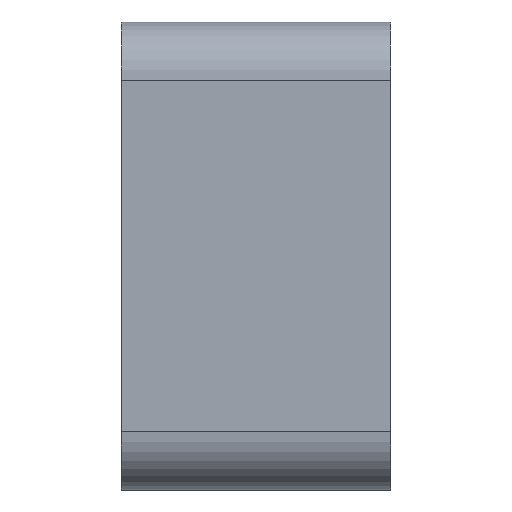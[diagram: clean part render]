
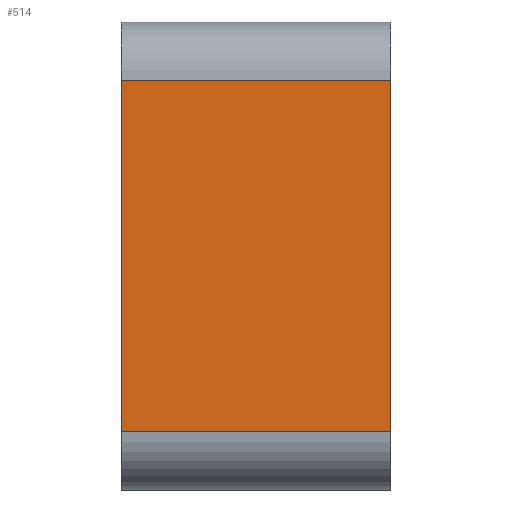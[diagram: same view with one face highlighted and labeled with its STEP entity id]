
A CAD part, left-side view. The second image highlights one B-rep face of the part: STEP entity #514.
In plain terms, the highlighted planar face has unit normal (-1, 0, 0).
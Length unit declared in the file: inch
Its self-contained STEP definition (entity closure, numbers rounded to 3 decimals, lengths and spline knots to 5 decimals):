
#33 = VECTOR ( 'NONE', #717, 39.37008 ) ;
#41 = DIRECTION ( 'NONE',  ( 1., 0., 0. ) ) ;
#44 = CARTESIAN_POINT ( 'NONE',  ( -1., -1.75, 0.75 ) ) ;
#79 = EDGE_CURVE ( 'NONE', #418, #444, #100, .T. ) ;
#100 = LINE ( 'NONE', #313, #379 ) ;
#114 = VECTOR ( 'NONE', #330, 39.37008 ) ;
#123 = CARTESIAN_POINT ( 'NONE',  ( -1., -2., -0.75 ) ) ;
#148 = VERTEX_POINT ( 'NONE', #322 ) ;
#171 = EDGE_CURVE ( 'NONE', #474, #444, #196, .T. ) ;
#173 = ORIENTED_EDGE ( 'NONE', *, *, #79, .T. ) ;
#196 = LINE ( 'NONE', #329, #508 ) ;
#227 = ORIENTED_EDGE ( 'NONE', *, *, #567, .F. ) ;
#305 = DIRECTION ( 'NONE',  ( 0., 0., -1. ) ) ;
#306 = ORIENTED_EDGE ( 'NONE', *, *, #309, .T. ) ;
#309 = EDGE_CURVE ( 'NONE', #474, #148, #766, .T. ) ;
#313 = CARTESIAN_POINT ( 'NONE',  ( -1., -2., 0.75 ) ) ;
#322 = CARTESIAN_POINT ( 'NONE',  ( -1., -1.75, -0.75 ) ) ;
#329 = CARTESIAN_POINT ( 'NONE',  ( -1., -0.6, -1. ) ) ;
#330 = DIRECTION ( 'NONE',  ( 0., 0., -1. ) ) ;
#372 = CARTESIAN_POINT ( 'NONE',  ( -1., -2., -1. ) ) ;
#379 = VECTOR ( 'NONE', #430, 39.37008 ) ;
#418 = VERTEX_POINT ( 'NONE', #44 ) ;
#430 = DIRECTION ( 'NONE',  ( 0., 1., 0. ) ) ;
#442 = CARTESIAN_POINT ( 'NONE',  ( -1., -0.6, 0.75 ) ) ;
#444 = VERTEX_POINT ( 'NONE', #442 ) ;
#474 = VERTEX_POINT ( 'NONE', #764 ) ;
#477 = EDGE_LOOP ( 'NONE', ( #829, #306, #227, #173 ) ) ;
#490 = FACE_OUTER_BOUND ( 'NONE', #477, .T. ) ;
#508 = VECTOR ( 'NONE', #571, 39.37008 ) ;
#514 = ADVANCED_FACE ( 'NONE', ( #490 ), #573, .F. ) ;
#567 = EDGE_CURVE ( 'NONE', #418, #148, #648, .T. ) ;
#571 = DIRECTION ( 'NONE',  ( 0., 0., 1. ) ) ;
#573 = PLANE ( 'NONE',  #809 ) ;
#648 = LINE ( 'NONE', #792, #114 ) ;
#717 = DIRECTION ( 'NONE',  ( 0., -1., 0. ) ) ;
#764 = CARTESIAN_POINT ( 'NONE',  ( -1., -0.6, -0.75 ) ) ;
#766 = LINE ( 'NONE', #123, #33 ) ;
#792 = CARTESIAN_POINT ( 'NONE',  ( -1., -1.75, 0. ) ) ;
#809 = AXIS2_PLACEMENT_3D ( 'NONE', #372, #41, #305 ) ;
#829 = ORIENTED_EDGE ( 'NONE', *, *, #171, .F. ) ;
